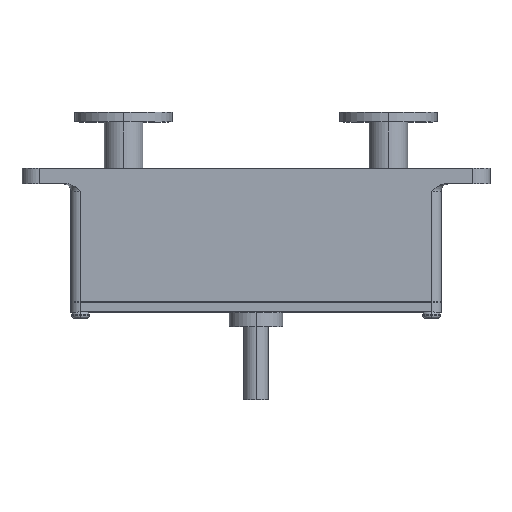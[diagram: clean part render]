
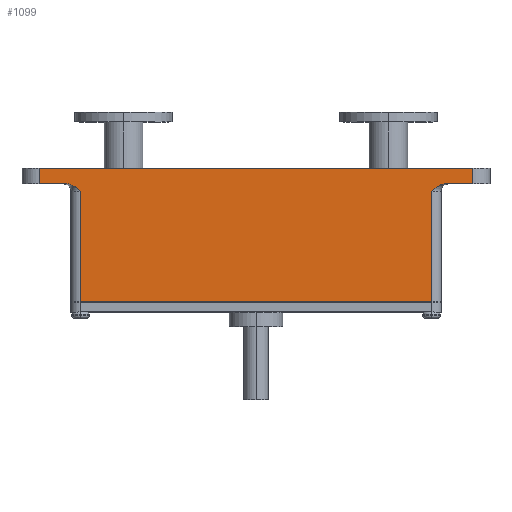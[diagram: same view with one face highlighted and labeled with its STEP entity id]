
A CAD part, top view. The second image highlights one B-rep face of the part: STEP entity #1099.
In plain terms, the highlighted planar face has unit normal (0, 0, 1).
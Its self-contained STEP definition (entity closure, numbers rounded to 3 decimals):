
#28 = CARTESIAN_POINT ( 'NONE',  ( -44.5, 0., 11.2 ) ) ;
#62 = EDGE_CURVE ( 'NONE', #3894, #346, #4717, .T. ) ;
#103 = CARTESIAN_POINT ( 'NONE',  ( -36.418, -1.138, 11.2 ) ) ;
#119 = EDGE_CURVE ( 'NONE', #2437, #3449, #594, .T. ) ;
#160 = ORIENTED_EDGE ( 'NONE', *, *, #2155, .T. ) ;
#166 = EDGE_CURVE ( 'NONE', #1368, #3894, #2721, .T. ) ;
#242 = CARTESIAN_POINT ( 'NONE',  ( -37.076, -0.631, 11.2 ) ) ;
#301 = VECTOR ( 'NONE', #2629, 1000. ) ;
#319 = EDGE_CURVE ( 'NONE', #1984, #1368, #1631, .T. ) ;
#346 = VERTEX_POINT ( 'NONE', #1349 ) ;
#442 = ORIENTED_EDGE ( 'NONE', *, *, #2028, .T. ) ;
#486 = VECTOR ( 'NONE', #1827, 1000. ) ;
#512 = ORIENTED_EDGE ( 'NONE', *, *, #166, .T. ) ;
#572 = VECTOR ( 'NONE', #3850, 1000. ) ;
#594 = LINE ( 'NONE', #2392, #1526 ) ;
#610 = VECTOR ( 'NONE', #1744, 1000. ) ;
#639 = DIRECTION ( 'NONE',  ( 0., 1., 0. ) ) ;
#687 = EDGE_CURVE ( 'NONE', #2961, #2437, #1663, .T. ) ;
#697 = ORIENTED_EDGE ( 'NONE', *, *, #319, .T. ) ;
#770 = EDGE_LOOP ( 'NONE', ( #857, #160, #3559, #1605, #3535, #4299, #442, #697, #512, #4344 ) ) ;
#857 = ORIENTED_EDGE ( 'NONE', *, *, #1871, .F. ) ;
#913 = LINE ( 'NONE', #3306, #4657 ) ;
#1099 = ADVANCED_FACE ( 'NONE', ( #1399 ), #1251, .F. ) ;
#1211 = VERTEX_POINT ( 'NONE', #1585 ) ;
#1236 = CARTESIAN_POINT ( 'NONE',  ( 36., -1.5, 11.2 ) ) ;
#1251 = PLANE ( 'NONE',  #4501 ) ;
#1292 = CARTESIAN_POINT ( 'NONE',  ( 36.209, -1.319, 11.2 ) ) ;
#1293 = DIRECTION ( 'NONE',  ( 0., 0., -1. ) ) ;
#1310 = LINE ( 'NONE', #3371, #4089 ) ;
#1349 = CARTESIAN_POINT ( 'NONE',  ( -36., -24.2, 11.2 ) ) ;
#1353 = CARTESIAN_POINT ( 'NONE',  ( -38.321, -0.052, 11.2 ) ) ;
#1368 = VERTEX_POINT ( 'NONE', #1543 ) ;
#1399 = FACE_OUTER_BOUND ( 'NONE', #770, .T. ) ;
#1526 = VECTOR ( 'NONE', #1974, 1000. ) ;
#1538 = CARTESIAN_POINT ( 'NONE',  ( -44.5, 3.2, 11.2 ) ) ;
#1543 = CARTESIAN_POINT ( 'NONE',  ( -38.872, 0., 11.2 ) ) ;
#1565 = CARTESIAN_POINT ( 'NONE',  ( 37.547, -0.347, 11.2 ) ) ;
#1577 = CARTESIAN_POINT ( 'NONE',  ( 37.794, -0.227, 11.2 ) ) ;
#1585 = CARTESIAN_POINT ( 'NONE',  ( 44.5, 3.2, 11.2 ) ) ;
#1605 = ORIENTED_EDGE ( 'NONE', *, *, #119, .T. ) ;
#1631 = LINE ( 'NONE', #2620, #486 ) ;
#1663 = B_SPLINE_CURVE_WITH_KNOTS ( 'NONE', 3,
 ( #3514, #1292, #2788, #4464, #4084, #1565, #1577, #4068, #2485, #2350 ),
 .UNSPECIFIED., .F., .F.,
 ( 4, 2, 2, 2, 4 ),
 ( 0., 0.001, 0.002, 0.002, 0.003 ),
 .UNSPECIFIED. ) ;
#1744 = DIRECTION ( 'NONE',  ( 1., 0., 0. ) ) ;
#1763 = LINE ( 'NONE', #3630, #610 ) ;
#1775 = DIRECTION ( 'NONE',  ( -1., 0., 0. ) ) ;
#1827 = DIRECTION ( 'NONE',  ( 1., 0., 0. ) ) ;
#1871 = EDGE_CURVE ( 'NONE', #2271, #346, #4712, .T. ) ;
#1974 = DIRECTION ( 'NONE',  ( 1., 0., 0. ) ) ;
#1984 = VERTEX_POINT ( 'NONE', #28 ) ;
#2028 = EDGE_CURVE ( 'NONE', #4669, #1984, #3098, .T. ) ;
#2033 = CARTESIAN_POINT ( 'NONE',  ( -36.851, -0.794, 11.2 ) ) ;
#2155 = EDGE_CURVE ( 'NONE', #2271, #2961, #913, .T. ) ;
#2271 = VERTEX_POINT ( 'NONE', #2995 ) ;
#2350 = CARTESIAN_POINT ( 'NONE',  ( 38.872, 0., 11.2 ) ) ;
#2392 = CARTESIAN_POINT ( 'NONE',  ( -44.5, 0., 11.2 ) ) ;
#2423 = CARTESIAN_POINT ( 'NONE',  ( -36., -1.5, 11.2 ) ) ;
#2437 = VERTEX_POINT ( 'NONE', #3916 ) ;
#2485 = CARTESIAN_POINT ( 'NONE',  ( 38.593, 0., 11.2 ) ) ;
#2620 = CARTESIAN_POINT ( 'NONE',  ( -44.5, 0., 11.2 ) ) ;
#2629 = DIRECTION ( 'NONE',  ( 0., -1., 0. ) ) ;
#2660 = DIRECTION ( 'NONE',  ( 0., -1., 0. ) ) ;
#2664 = CARTESIAN_POINT ( 'NONE',  ( -44.5, 3.2, 11.2 ) ) ;
#2721 = B_SPLINE_CURVE_WITH_KNOTS ( 'NONE', 3,
 ( #4149, #3496, #1353, #2873, #3005, #242, #2033, #103, #4128, #4483 ),
 .UNSPECIFIED., .F., .F.,
 ( 4, 2, 2, 2, 4 ),
 ( 0., 0.001, 0.002, 0.002, 0.003 ),
 .UNSPECIFIED. ) ;
#2788 = CARTESIAN_POINT ( 'NONE',  ( 36.418, -1.138, 11.2 ) ) ;
#2873 = CARTESIAN_POINT ( 'NONE',  ( -37.794, -0.227, 11.2 ) ) ;
#2961 = VERTEX_POINT ( 'NONE', #1236 ) ;
#2995 = CARTESIAN_POINT ( 'NONE',  ( 36., -24.2, 11.2 ) ) ;
#3005 = CARTESIAN_POINT ( 'NONE',  ( -37.547, -0.347, 11.2 ) ) ;
#3098 = LINE ( 'NONE', #2664, #301 ) ;
#3306 = CARTESIAN_POINT ( 'NONE',  ( 36., 3.2, 11.2 ) ) ;
#3371 = CARTESIAN_POINT ( 'NONE',  ( 44.5, 3.2, 11.2 ) ) ;
#3449 = VERTEX_POINT ( 'NONE', #4336 ) ;
#3496 = CARTESIAN_POINT ( 'NONE',  ( -38.593, 0., 11.2 ) ) ;
#3498 = EDGE_CURVE ( 'NONE', #4669, #1211, #1763, .T. ) ;
#3514 = CARTESIAN_POINT ( 'NONE',  ( 36., -1.5, 11.2 ) ) ;
#3535 = ORIENTED_EDGE ( 'NONE', *, *, #4593, .F. ) ;
#3559 = ORIENTED_EDGE ( 'NONE', *, *, #687, .T. ) ;
#3630 = CARTESIAN_POINT ( 'NONE',  ( -44.5, 3.2, 11.2 ) ) ;
#3653 = CARTESIAN_POINT ( 'NONE',  ( -36., 3.2, 11.2 ) ) ;
#3763 = VECTOR ( 'NONE', #1775, 1000. ) ;
#3850 = DIRECTION ( 'NONE',  ( 0., -1., 0. ) ) ;
#3894 = VERTEX_POINT ( 'NONE', #2423 ) ;
#3916 = CARTESIAN_POINT ( 'NONE',  ( 38.872, 0., 11.2 ) ) ;
#4068 = CARTESIAN_POINT ( 'NONE',  ( 38.321, -0.052, 11.2 ) ) ;
#4084 = CARTESIAN_POINT ( 'NONE',  ( 37.076, -0.631, 11.2 ) ) ;
#4089 = VECTOR ( 'NONE', #2660, 1000. ) ;
#4128 = CARTESIAN_POINT ( 'NONE',  ( -36.208, -1.32, 11.2 ) ) ;
#4149 = CARTESIAN_POINT ( 'NONE',  ( -38.872, 0., 11.2 ) ) ;
#4180 = DIRECTION ( 'NONE',  ( -1., 0., 0. ) ) ;
#4202 = CARTESIAN_POINT ( 'NONE',  ( -44.5, 3.2, 11.2 ) ) ;
#4299 = ORIENTED_EDGE ( 'NONE', *, *, #3498, .F. ) ;
#4336 = CARTESIAN_POINT ( 'NONE',  ( 44.5, 0., 11.2 ) ) ;
#4344 = ORIENTED_EDGE ( 'NONE', *, *, #62, .T. ) ;
#4352 = CARTESIAN_POINT ( 'NONE',  ( 36., -24.2, 11.2 ) ) ;
#4464 = CARTESIAN_POINT ( 'NONE',  ( 36.851, -0.794, 11.2 ) ) ;
#4483 = CARTESIAN_POINT ( 'NONE',  ( -36., -1.5, 11.2 ) ) ;
#4501 = AXIS2_PLACEMENT_3D ( 'NONE', #4202, #1293, #4180 ) ;
#4593 = EDGE_CURVE ( 'NONE', #1211, #3449, #1310, .T. ) ;
#4657 = VECTOR ( 'NONE', #639, 1000. ) ;
#4669 = VERTEX_POINT ( 'NONE', #1538 ) ;
#4712 = LINE ( 'NONE', #4352, #3763 ) ;
#4717 = LINE ( 'NONE', #3653, #572 ) ;
